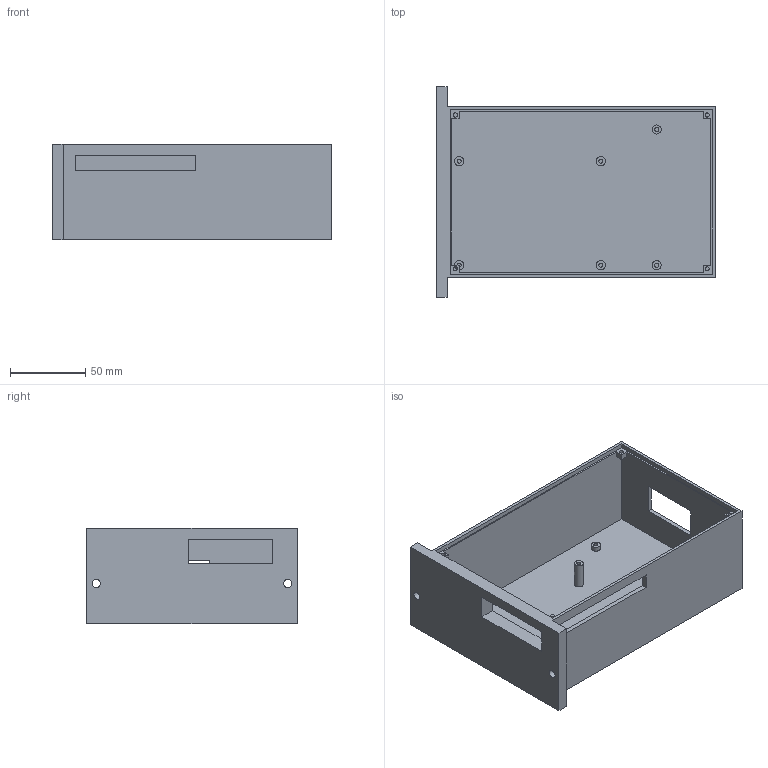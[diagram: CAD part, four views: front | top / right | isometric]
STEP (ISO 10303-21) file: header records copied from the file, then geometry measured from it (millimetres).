
FILE_DESCRIPTION(/* description */ (''),/* implementation_level */ '2;1');
FILE_NAME(/* name */ 'ComputeControlModule v6.step',/* time_stamp */ '2025-06-03T19:34:02-07:00',/* author */ (''),/* organization */ (''),/* preprocessor_version */ 'ST-DEVELOPER v20.1',/* originating_system */ 'Autodesk Translation Framework v14.4.0.0',/* authorisation */ '');
FILE_SCHEMA (('AUTOMOTIVE_DESIGN { 1 0 10303 214 3 1 1 }'));
Length unit declared in the file: millimetre
Products named in the file (1): ComputeControlModule
Bounding box: 185 x 139.7 x 63 mm (x, y, z)
Volume: 210595.7 mm3; surface area: 116107.5 mm2
Topology: 1 solids, 1 shells, 73 faces, 174 edges, 115 vertices
Faces by surface type: plane 54, cylinder 19
Full cylindrical faces by diameter (mm): 2.75 x10, 5.5 x2, 6 x6, 11 x1
Entity records: 2175 total; most frequent: CARTESIAN_POINT 363, DIRECTION 360, ORIENTED_EDGE 348, EDGE_CURVE 174, LINE 136, VECTOR 136, VERTEX_POINT 115, AXIS2_PLACEMENT_3D 112
